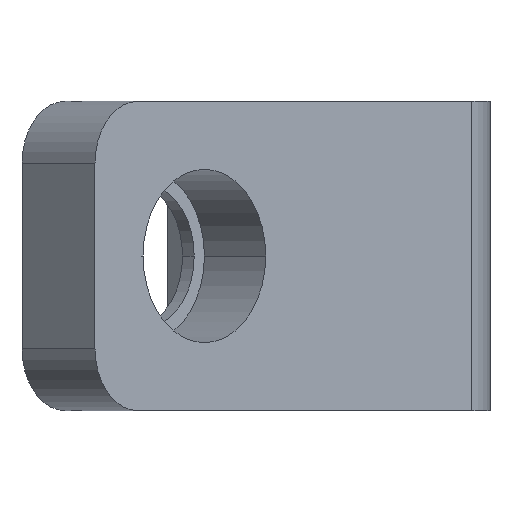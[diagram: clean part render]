
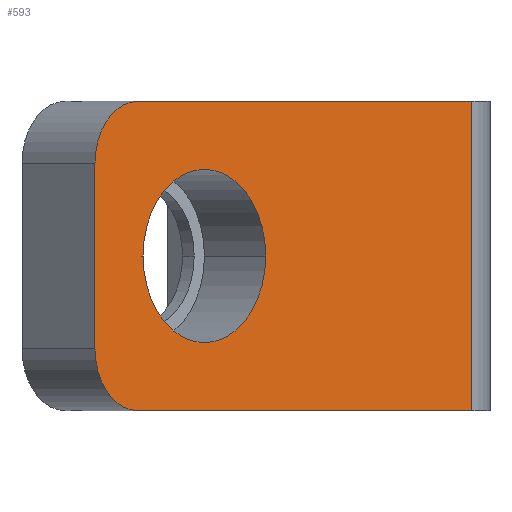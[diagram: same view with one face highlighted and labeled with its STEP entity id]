
A CAD part, left-side view. The second image highlights one B-rep face of the part: STEP entity #593.
In plain terms, the highlighted planar face has unit normal (-0.707, -0.707, 0).
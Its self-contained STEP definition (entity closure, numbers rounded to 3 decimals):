
#13 = DIRECTION ( 'NONE',  ( 0., 0., 1. ) ) ;
#17 = PLANE ( 'NONE',  #351 ) ;
#21 = CARTESIAN_POINT ( 'NONE',  ( -10.869, 10.869, 0. ) ) ;
#23 = ORIENTED_EDGE ( 'NONE', *, *, #346, .T. ) ;
#88 = ORIENTED_EDGE ( 'NONE', *, *, #245, .F. ) ;
#92 = LINE ( 'NONE', #140, #201 ) ;
#140 = CARTESIAN_POINT ( 'NONE',  ( -0.879, 0.879, 7.5 ) ) ;
#142 = EDGE_LOOP ( 'NONE', ( #193, #349 ) ) ;
#146 = AXIS2_PLACEMENT_3D ( 'NONE', #815, #834, #253 ) ;
#150 = VERTEX_POINT ( 'NONE', #21 ) ;
#157 = DIRECTION ( 'NONE',  ( 0.707, -0.707, 0. ) ) ;
#158 = ORIENTED_EDGE ( 'NONE', *, *, #811, .T. ) ;
#159 = EDGE_CURVE ( 'NONE', #187, #284, #859, .T. ) ;
#167 = ORIENTED_EDGE ( 'NONE', *, *, #668, .T. ) ;
#176 = VECTOR ( 'NONE', #491, 1000. ) ;
#187 = VERTEX_POINT ( 'NONE', #863 ) ;
#193 = ORIENTED_EDGE ( 'NONE', *, *, #252, .T. ) ;
#195 = EDGE_CURVE ( 'NONE', #284, #430, #92, .T. ) ;
#201 = VECTOR ( 'NONE', #13, 1000. ) ;
#231 = VERTEX_POINT ( 'NONE', #293 ) ;
#245 = EDGE_CURVE ( 'NONE', #231, #430, #363, .T. ) ;
#252 = EDGE_CURVE ( 'NONE', #150, #503, #525, .T. ) ;
#253 = DIRECTION ( 'NONE',  ( -0.707, 0.707, 0. ) ) ;
#284 = VERTEX_POINT ( 'NONE', #752 ) ;
#293 = CARTESIAN_POINT ( 'NONE',  ( -17.021, 17.021, 7.5 ) ) ;
#301 = CARTESIAN_POINT ( 'NONE',  ( -19.142, 19.142, 7.5 ) ) ;
#306 = AXIS2_PLACEMENT_3D ( 'NONE', #652, #664, #400 ) ;
#346 = EDGE_CURVE ( 'NONE', #439, #355, #516, .T. ) ;
#349 = ORIENTED_EDGE ( 'NONE', *, *, #561, .T. ) ;
#351 = AXIS2_PLACEMENT_3D ( 'NONE', #641, #714, #557 ) ;
#355 = VERTEX_POINT ( 'NONE', #606 ) ;
#359 = ORIENTED_EDGE ( 'NONE', *, *, #195, .T. ) ;
#363 = LINE ( 'NONE', #789, #368 ) ;
#368 = VECTOR ( 'NONE', #157, 1000. ) ;
#369 = CIRCLE ( 'NONE', #146, 3. ) ;
#385 = DIRECTION ( 'NONE',  ( -0.707, 0.707, 0. ) ) ;
#400 = DIRECTION ( 'NONE',  ( -0.707, 0.707, 0. ) ) ;
#430 = VERTEX_POINT ( 'NONE', #827 ) ;
#439 = VERTEX_POINT ( 'NONE', #846 ) ;
#488 = CARTESIAN_POINT ( 'NONE',  ( -16.809, 16.809, 0. ) ) ;
#491 = DIRECTION ( 'NONE',  ( 0.707, -0.707, 0. ) ) ;
#499 = DIRECTION ( 'NONE',  ( -0.707, 0.707, 0. ) ) ;
#500 = VECTOR ( 'NONE', #895, 1000. ) ;
#501 = AXIS2_PLACEMENT_3D ( 'NONE', #850, #784, #385 ) ;
#503 = VERTEX_POINT ( 'NONE', #488 ) ;
#516 = LINE ( 'NONE', #301, #500 ) ;
#525 = CIRCLE ( 'NONE', #306, 4.2 ) ;
#552 = CIRCLE ( 'NONE', #736, 4.2 ) ;
#557 = DIRECTION ( 'NONE',  ( -0.707, 0.707, 0. ) ) ;
#561 = EDGE_CURVE ( 'NONE', #503, #150, #552, .T. ) ;
#593 = ADVANCED_FACE ( 'NONE', ( #858, #845 ), #17, .F. ) ;
#606 = CARTESIAN_POINT ( 'NONE',  ( -19.142, 19.142, -4.5 ) ) ;
#630 = ORIENTED_EDGE ( 'NONE', *, *, #159, .T. ) ;
#641 = CARTESIAN_POINT ( 'NONE',  ( 0., 0., 7.5 ) ) ;
#642 = CARTESIAN_POINT ( 'NONE',  ( 0., 0., -7.5 ) ) ;
#652 = CARTESIAN_POINT ( 'NONE',  ( -13.839, 13.839, 0. ) ) ;
#664 = DIRECTION ( 'NONE',  ( 0.707, 0.707, 0. ) ) ;
#668 = EDGE_CURVE ( 'NONE', #231, #439, #799, .T. ) ;
#696 = EDGE_LOOP ( 'NONE', ( #23, #158, #630, #359, #88, #167 ) ) ;
#714 = DIRECTION ( 'NONE',  ( 0.707, 0.707, 0. ) ) ;
#736 = AXIS2_PLACEMENT_3D ( 'NONE', #904, #840, #499 ) ;
#752 = CARTESIAN_POINT ( 'NONE',  ( -0.879, 0.879, -7.5 ) ) ;
#784 = DIRECTION ( 'NONE',  ( -0.707, -0.707, 0. ) ) ;
#789 = CARTESIAN_POINT ( 'NONE',  ( 0., 0., 7.5 ) ) ;
#799 = CIRCLE ( 'NONE', #501, 3. ) ;
#811 = EDGE_CURVE ( 'NONE', #355, #187, #369, .T. ) ;
#815 = CARTESIAN_POINT ( 'NONE',  ( -17.021, 17.021, -4.5 ) ) ;
#827 = CARTESIAN_POINT ( 'NONE',  ( -0.879, 0.879, 7.5 ) ) ;
#834 = DIRECTION ( 'NONE',  ( -0.707, -0.707, 0. ) ) ;
#840 = DIRECTION ( 'NONE',  ( 0.707, 0.707, 0. ) ) ;
#845 = FACE_OUTER_BOUND ( 'NONE', #696, .T. ) ;
#846 = CARTESIAN_POINT ( 'NONE',  ( -19.142, 19.142, 4.5 ) ) ;
#850 = CARTESIAN_POINT ( 'NONE',  ( -17.021, 17.021, 4.5 ) ) ;
#858 = FACE_BOUND ( 'NONE', #142, .T. ) ;
#859 = LINE ( 'NONE', #642, #176 ) ;
#863 = CARTESIAN_POINT ( 'NONE',  ( -17.021, 17.021, -7.5 ) ) ;
#895 = DIRECTION ( 'NONE',  ( 0., 0., -1. ) ) ;
#904 = CARTESIAN_POINT ( 'NONE',  ( -13.839, 13.839, 0. ) ) ;
